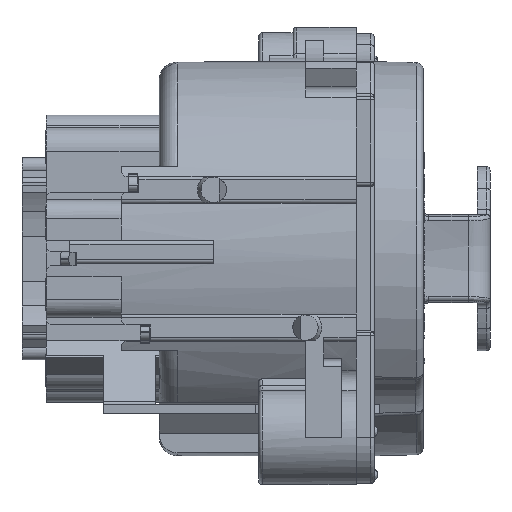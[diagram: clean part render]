
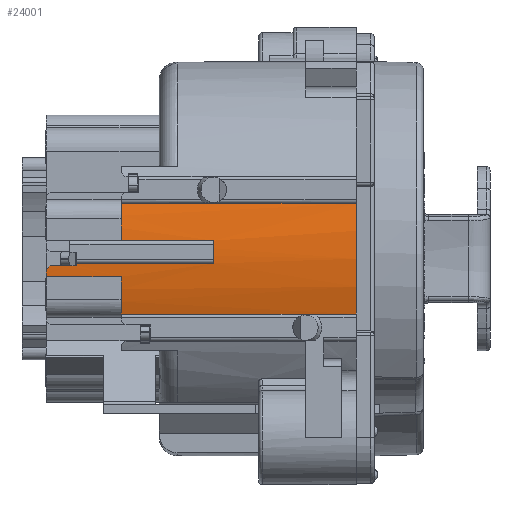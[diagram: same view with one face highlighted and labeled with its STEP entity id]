
A CAD part, left-side view. The second image highlights one B-rep face of the part: STEP entity #24001.
In plain terms, the highlighted cylindrical face has radius 10.9 mm (diameter 21.8 mm), a partial arc.
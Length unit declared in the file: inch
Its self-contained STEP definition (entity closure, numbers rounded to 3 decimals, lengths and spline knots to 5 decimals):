
#232=CIRCLE('',#24656,0.42913);
#233=CIRCLE('',#24659,0.8569);
#452=CIRCLE('',#25058,0.42913);
#714=CIRCLE('',#25699,0.42913);
#746=CIRCLE('',#25745,0.42913);
#784=CIRCLE('',#25817,0.42913);
#785=CIRCLE('',#25818,0.42913);
#786=CIRCLE('',#25819,0.42913);
#1100=CYLINDRICAL_SURFACE('',#25816,0.42913);
#1830=FACE_OUTER_BOUND('',#3078,.T.);
#3078=EDGE_LOOP('',(#18037,#18038,#18039,#18040,#18041,#18042,#18043,#18044,
#18045,#18046,#18047,#18048,#18049,#18050,#18051));
#3871=LINE('',#33299,#6382);
#4969=LINE('',#39417,#7480);
#5068=LINE('',#39761,#7579);
#5069=LINE('',#39764,#7580);
#5070=LINE('',#39766,#7581);
#5071=LINE('',#39770,#7582);
#5072=LINE('',#39773,#7583);
#6382=VECTOR('',#26761,0.04331);
#7480=VECTOR('',#29931,0.3937);
#7579=VECTOR('',#30276,0.16339);
#7580=VECTOR('',#30279,0.51181);
#7581=VECTOR('',#30280,0.51181);
#7582=VECTOR('',#30283,0.3937);
#7583=VECTOR('',#30286,0.31339);
#8936=VERTEX_POINT('',#33291);
#8937=VERTEX_POINT('',#33293);
#8938=VERTEX_POINT('',#33297);
#8939=VERTEX_POINT('',#33301);
#9500=VERTEX_POINT('',#35292);
#9501=VERTEX_POINT('',#35294);
#10036=VERTEX_POINT('',#39416);
#10047=VERTEX_POINT('',#39440);
#10106=VERTEX_POINT('',#39590);
#10158=VERTEX_POINT('',#39760);
#10159=VERTEX_POINT('',#39762);
#10160=VERTEX_POINT('',#39765);
#10161=VERTEX_POINT('',#39767);
#10162=VERTEX_POINT('',#39769);
#10163=VERTEX_POINT('',#39771);
#11182=EDGE_CURVE('',#8936,#8937,#232,.T.);
#11185=EDGE_CURVE('',#8936,#8938,#3871,.T.);
#11187=EDGE_CURVE('',#8938,#8939,#233,.T.);
#11915=EDGE_CURVE('',#9501,#9500,#452,.T.);
#12859=EDGE_CURVE('',#10036,#8937,#4969,.T.);
#12871=EDGE_CURVE('',#10047,#10036,#714,.T.);
#12949=EDGE_CURVE('',#10106,#8939,#746,.T.);
#13032=EDGE_CURVE('',#10158,#10106,#5068,.T.);
#13033=EDGE_CURVE('',#10159,#10158,#784,.T.);
#13034=EDGE_CURVE('',#9501,#10159,#5069,.T.);
#13035=EDGE_CURVE('',#10160,#9500,#5070,.T.);
#13036=EDGE_CURVE('',#10161,#10160,#785,.T.);
#13037=EDGE_CURVE('',#10162,#10161,#5071,.T.);
#13038=EDGE_CURVE('',#10163,#10162,#786,.T.);
#13039=EDGE_CURVE('',#10163,#10047,#5072,.T.);
#18037=ORIENTED_EDGE('',*,*,#12859,.T.);
#18038=ORIENTED_EDGE('',*,*,#11182,.F.);
#18039=ORIENTED_EDGE('',*,*,#11185,.T.);
#18040=ORIENTED_EDGE('',*,*,#11187,.T.);
#18041=ORIENTED_EDGE('',*,*,#12949,.F.);
#18042=ORIENTED_EDGE('',*,*,#13032,.F.);
#18043=ORIENTED_EDGE('',*,*,#13033,.F.);
#18044=ORIENTED_EDGE('',*,*,#13034,.F.);
#18045=ORIENTED_EDGE('',*,*,#11915,.T.);
#18046=ORIENTED_EDGE('',*,*,#13035,.F.);
#18047=ORIENTED_EDGE('',*,*,#13036,.F.);
#18048=ORIENTED_EDGE('',*,*,#13037,.F.);
#18049=ORIENTED_EDGE('',*,*,#13038,.F.);
#18050=ORIENTED_EDGE('',*,*,#13039,.T.);
#18051=ORIENTED_EDGE('',*,*,#12871,.T.);
#24001=ADVANCED_FACE('',(#1830),#1100,.T.);
#24656=AXIS2_PLACEMENT_3D('',#33294,#26755,#26756);
#24659=AXIS2_PLACEMENT_3D('',#33303,#26765,#26766);
#25058=AXIS2_PLACEMENT_3D('',#35295,#28025,#28026);
#25699=AXIS2_PLACEMENT_3D('',#39441,#29949,#29950);
#25745=AXIS2_PLACEMENT_3D('',#39592,#30087,#30088);
#25816=AXIS2_PLACEMENT_3D('',#39759,#30274,#30275);
#25817=AXIS2_PLACEMENT_3D('',#39763,#30277,#30278);
#25818=AXIS2_PLACEMENT_3D('',#39768,#30281,#30282);
#25819=AXIS2_PLACEMENT_3D('',#39772,#30284,#30285);
#26755=DIRECTION('center_axis',(0.,1.,0.));
#26756=DIRECTION('ref_axis',(-0.999,0.,-0.037));
#26761=DIRECTION('',(0.,1.,0.));
#26765=DIRECTION('center_axis',(0.,-0.707,
-0.707));
#26766=DIRECTION('ref_axis',(-0.999,0.028,-0.028));
#28025=DIRECTION('center_axis',(0.,1.,0.));
#28026=DIRECTION('ref_axis',(-0.96,0.,-0.281));
#29931=DIRECTION('',(0.,1.,0.));
#29949=DIRECTION('center_axis',(0.,-1.,0.));
#29950=DIRECTION('ref_axis',(1.,0.,0.));
#30087=DIRECTION('center_axis',(0.,1.,0.));
#30088=DIRECTION('ref_axis',(-0.996,0.,-0.092));
#30274=DIRECTION('center_axis',(0.,1.,0.));
#30275=DIRECTION('ref_axis',(-1.,0.,0.));
#30276=DIRECTION('',(0.,1.,0.));
#30277=DIRECTION('center_axis',(0.,1.,0.));
#30278=DIRECTION('ref_axis',(-0.96,0.,-0.281));
#30279=DIRECTION('',(0.,1.,0.));
#30280=DIRECTION('',(0.,-1.,0.));
#30281=DIRECTION('center_axis',(0.,1.,0.));
#30282=DIRECTION('ref_axis',(-0.996,0.,0.092));
#30283=DIRECTION('',(0.,1.,0.));
#30284=DIRECTION('center_axis',(0.,1.,0.));
#30285=DIRECTION('ref_axis',(-1.,0.,-0.024));
#30286=DIRECTION('',(0.,1.,0.));
#33291=CARTESIAN_POINT('',(0.15383,0.77756,-0.50795));
#33293=CARTESIAN_POINT('',(0.1538,0.77756,-0.50716));
#33294=CARTESIAN_POINT('Origin',(0.58268,0.77756,-0.4922));
#33297=CARTESIAN_POINT('',(0.15383,0.82087,-0.50795));
#33299=CARTESIAN_POINT('',(0.15383,0.77756,-0.50795));
#33301=CARTESIAN_POINT('',(0.15419,0.82874,-0.51583));
#33303=CARTESIAN_POINT('Origin',(1.01045,0.80514,-0.49223));
#35292=CARTESIAN_POINT('',(0.1708,0.15354,-0.37173));
#35294=CARTESIAN_POINT('',(0.1708,0.15354,-0.61268));
#35295=CARTESIAN_POINT('Origin',(0.58268,0.15354,-0.4922));
#39416=CARTESIAN_POINT('',(0.1538,0.77677,-0.50716));
#39417=CARTESIAN_POINT('',(0.1538,0.,-0.50716));
#39440=CARTESIAN_POINT('',(0.15367,0.77677,-0.50266));
#39441=CARTESIAN_POINT('Origin',(0.58268,0.77677,-0.4922));
#39590=CARTESIAN_POINT('',(0.15535,0.82874,-0.53157));
#39592=CARTESIAN_POINT('Origin',(0.58268,0.82874,-0.4922));
#39759=CARTESIAN_POINT('Origin',(0.58268,0.,-0.4922));
#39760=CARTESIAN_POINT('',(0.15535,0.66535,-0.53157));
#39761=CARTESIAN_POINT('',(0.15535,0.66535,-0.53157));
#39762=CARTESIAN_POINT('',(0.1708,0.66535,-0.61268));
#39763=CARTESIAN_POINT('Origin',(0.58268,0.66535,-0.4922));
#39764=CARTESIAN_POINT('',(0.1708,0.15354,-0.61268));
#39765=CARTESIAN_POINT('',(0.1708,0.66535,-0.37173));
#39766=CARTESIAN_POINT('',(0.1708,0.66535,-0.37173));
#39767=CARTESIAN_POINT('',(0.15535,0.66535,-0.45283));
#39768=CARTESIAN_POINT('Origin',(0.58268,0.66535,-0.4922));
#39769=CARTESIAN_POINT('',(0.15535,0.46417,-0.45283));
#39770=CARTESIAN_POINT('',(0.15535,0.,-0.45283));
#39771=CARTESIAN_POINT('',(0.15367,0.46417,-0.50266));
#39772=CARTESIAN_POINT('Origin',(0.58268,0.46417,-0.4922));
#39773=CARTESIAN_POINT('',(0.15367,0.46417,-0.50266));
